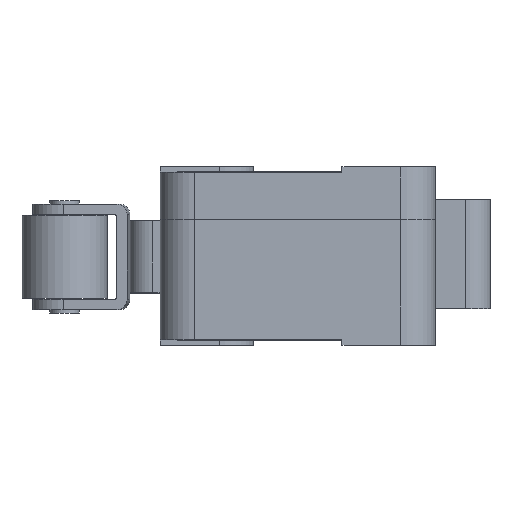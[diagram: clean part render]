
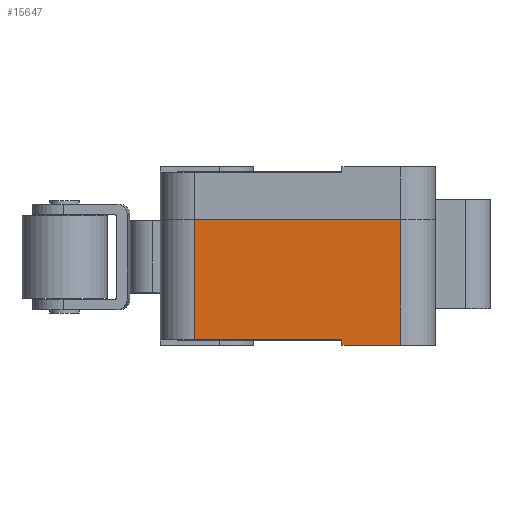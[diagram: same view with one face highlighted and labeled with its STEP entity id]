
A CAD part, left-side view. The second image highlights one B-rep face of the part: STEP entity #15647.
In plain terms, the highlighted planar face has unit normal (-1, 0, 0).
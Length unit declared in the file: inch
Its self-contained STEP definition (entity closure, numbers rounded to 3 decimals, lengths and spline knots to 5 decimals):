
#1735=FACE_OUTER_BOUND('',#2626,.T.);
#2626=EDGE_LOOP('',(#14258,#14259,#14260,#14261,#14262,#14263));
#3847=LINE('',#25434,#5548);
#4309=LINE('',#28269,#6010);
#4312=LINE('',#28277,#6013);
#4316=LINE('',#28288,#6017);
#4319=LINE('',#28294,#6020);
#4330=LINE('',#28323,#6031);
#5548=VECTOR('',#18540,0.3937);
#6010=VECTOR('',#19558,0.3937);
#6013=VECTOR('',#19565,0.3937);
#6017=VECTOR('',#19581,0.3937);
#6020=VECTOR('',#19590,0.3937);
#6031=VECTOR('',#19627,0.3937);
#7225=VERTEX_POINT('',#25424);
#7227=VERTEX_POINT('',#25433);
#7512=VERTEX_POINT('',#28265);
#7513=VERTEX_POINT('',#28267);
#7516=VERTEX_POINT('',#28276);
#7517=VERTEX_POINT('',#28286);
#9135=EDGE_CURVE('',#7227,#7225,#3847,.T.);
#9748=EDGE_CURVE('',#7512,#7513,#4309,.T.);
#9752=EDGE_CURVE('',#7516,#7512,#4312,.T.);
#9758=EDGE_CURVE('',#7517,#7513,#4316,.T.);
#9761=EDGE_CURVE('',#7516,#7225,#4319,.T.);
#9774=EDGE_CURVE('',#7517,#7227,#4330,.T.);
#14258=ORIENTED_EDGE('',*,*,#9135,.T.);
#14259=ORIENTED_EDGE('',*,*,#9761,.F.);
#14260=ORIENTED_EDGE('',*,*,#9752,.T.);
#14261=ORIENTED_EDGE('',*,*,#9748,.T.);
#14262=ORIENTED_EDGE('',*,*,#9758,.F.);
#14263=ORIENTED_EDGE('',*,*,#9774,.T.);
#14826=PLANE('',#16421);
#15647=ADVANCED_FACE('',(#1735),#14826,.T.);
#16421=AXIS2_PLACEMENT_3D('',#28322,#19625,#19626);
#18540=DIRECTION('',(0.,1.,0.));
#19558=DIRECTION('',(0.,0.,-1.));
#19565=DIRECTION('',(0.,-1.,0.));
#19581=DIRECTION('',(0.,1.,0.));
#19590=DIRECTION('',(0.,0.,1.));
#19625=DIRECTION('center_axis',(-1.,0.,0.));
#19626=DIRECTION('ref_axis',(0.,0.,1.));
#19627=DIRECTION('',(0.,0.,1.));
#25424=CARTESIAN_POINT('',(-1.1378,0.25295,0.28543));
#25433=CARTESIAN_POINT('',(-1.1378,-0.21555,0.28543));
#25434=CARTESIAN_POINT('',(-1.1378,0.05809,0.28543));
#28265=CARTESIAN_POINT('',(-1.1378,-0.08169,0.01181));
#28267=CARTESIAN_POINT('',(-1.1378,-0.08169,0.));
#28269=CARTESIAN_POINT('',(-1.1378,-0.08169,0.));
#28276=CARTESIAN_POINT('',(-1.1378,0.25295,0.01181));
#28277=CARTESIAN_POINT('',(-1.1378,-0.09685,0.01181));
#28286=CARTESIAN_POINT('',(-1.1378,-0.21555,0.));
#28288=CARTESIAN_POINT('',(-1.1378,-0.21555,0.));
#28294=CARTESIAN_POINT('',(-1.1378,0.25295,0.));
#28322=CARTESIAN_POINT('Origin',(-1.1378,-0.21555,0.));
#28323=CARTESIAN_POINT('',(-1.1378,-0.21555,0.));
